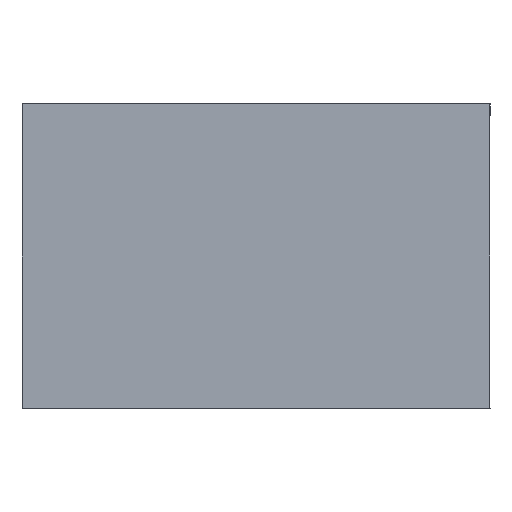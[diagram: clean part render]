
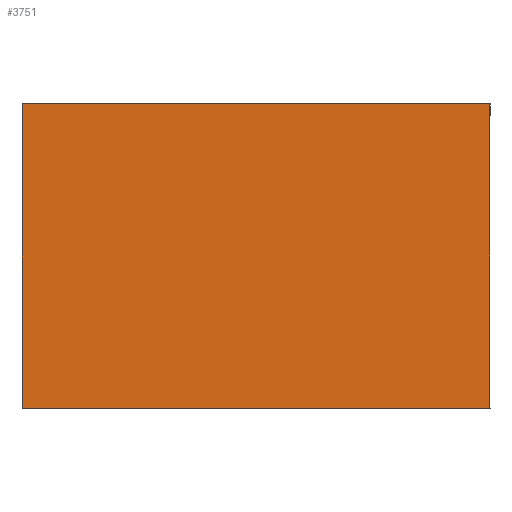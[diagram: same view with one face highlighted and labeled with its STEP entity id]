
A CAD part, left-side view. The second image highlights one B-rep face of the part: STEP entity #3751.
In plain terms, the highlighted free-form (B-spline) face has degree [1, 1] with [2, 2] control points.
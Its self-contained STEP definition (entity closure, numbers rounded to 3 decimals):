
#3716=CARTESIAN_POINT('',(-0.52,-0.275,-0.033));
#3717=CARTESIAN_POINT('',(-0.52,-0.275,0.518));
#3718=CARTESIAN_POINT('',(-0.52,0.275,-0.033));
#3719=CARTESIAN_POINT('',(-0.52,0.275,0.518));
#3720=B_SPLINE_SURFACE_WITH_KNOTS('',1,1,((#3716,#3717),(#3718,#3719)),.PLANE_SURF.,.F.,.F.,.U.,(2,2),(2,2),(0.,1.),(0.,1.),.UNSPECIFIED.);
#3721=CARTESIAN_POINT('',(-0.52,-0.25,-0.008));
#3722=VERTEX_POINT('',#3721);
#3723=CARTESIAN_POINT('',(-0.52,0.25,-0.007));
#3724=VERTEX_POINT('',#3723);
#3725=CARTESIAN_POINT('',(-0.52,-0.25,-0.008));
#3726=CARTESIAN_POINT('',(-0.52,0.25,-0.008));
#3727=B_SPLINE_CURVE_WITH_KNOTS('',1,(#3725,#3726),.POLYLINE_FORM.,.F.,.U.,(2,2),(0.,1.),.UNSPECIFIED.);
#3728=EDGE_CURVE('',#3722,#3724,#3727,.T.);
#3729=ORIENTED_EDGE('',*,*,#3728,.T.);
#3730=CARTESIAN_POINT('',(-0.52,0.25,0.318));
#3731=VERTEX_POINT('',#3730);
#3732=CARTESIAN_POINT('',(-0.52,0.25,-0.008));
#3733=CARTESIAN_POINT('',(-0.52,0.25,0.318));
#3734=B_SPLINE_CURVE_WITH_KNOTS('',1,(#3732,#3733),.POLYLINE_FORM.,.F.,.U.,(2,2),(0.,1.),.UNSPECIFIED.);
#3735=EDGE_CURVE('',#3724,#3731,#3734,.T.);
#3736=ORIENTED_EDGE('',*,*,#3735,.T.);
#3737=CARTESIAN_POINT('',(-0.52,-0.25,0.317));
#3738=VERTEX_POINT('',#3737);
#3739=CARTESIAN_POINT('',(-0.52,0.25,0.318));
#3740=CARTESIAN_POINT('',(-0.52,-0.25,0.318));
#3741=B_SPLINE_CURVE_WITH_KNOTS('',1,(#3739,#3740),.POLYLINE_FORM.,.F.,.U.,(2,2),(0.,1.),.UNSPECIFIED.);
#3742=EDGE_CURVE('',#3731,#3738,#3741,.T.);
#3743=ORIENTED_EDGE('',*,*,#3742,.T.);
#3744=CARTESIAN_POINT('',(-0.52,-0.25,0.318));
#3745=CARTESIAN_POINT('',(-0.52,-0.25,-0.008));
#3746=B_SPLINE_CURVE_WITH_KNOTS('',1,(#3744,#3745),.POLYLINE_FORM.,.F.,.U.,(2,2),(0.,1.),.UNSPECIFIED.);
#3747=EDGE_CURVE('',#3738,#3722,#3746,.T.);
#3748=ORIENTED_EDGE('',*,*,#3747,.T.);
#3749=EDGE_LOOP('',(#3729,#3736,#3743,#3748));
#3750=FACE_OUTER_BOUND('',#3749,.F.);
#3751=ADVANCED_FACE('',(#3750),#3720,.F.);
